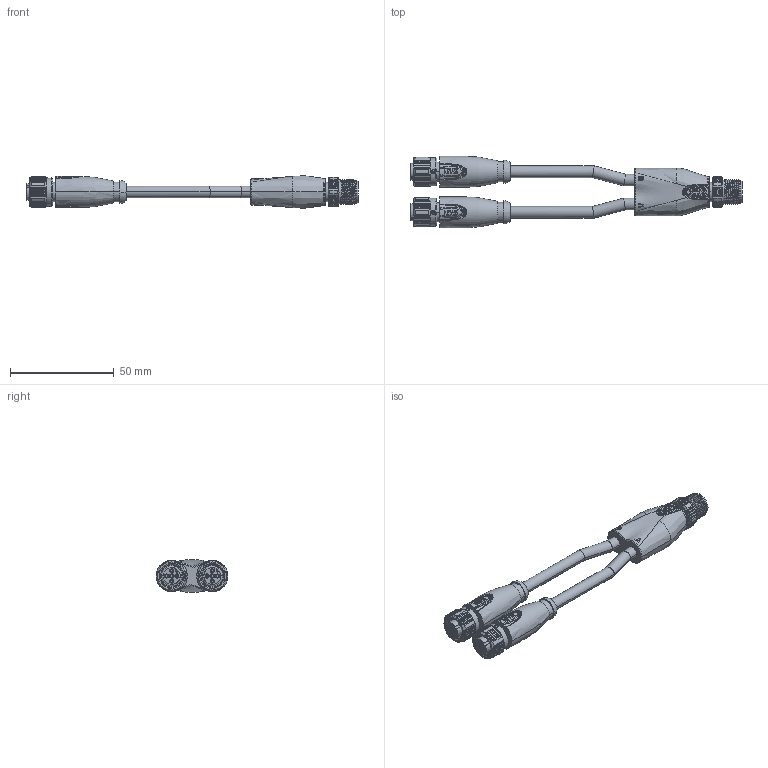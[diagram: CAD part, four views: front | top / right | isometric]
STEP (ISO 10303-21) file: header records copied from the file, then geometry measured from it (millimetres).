
FILE_DESCRIPTION((''),'2;1');
FILE_NAME('3D_1713020030302_M12Y-M04A_2M12','2024-01-24T',('13539'),(''),'PRO/ENGINEER BY PARAMETRIC TECHNOLOGY CORPORATION, 2012480','PRO/ENGINEER BY PARAMETRIC TECHNOLOGY CORPORATION, 2012480','');
FILE_SCHEMA(('CONFIG_CONTROL_DESIGN'));
Products named in the file (1): 3D_1713020030302_M12Y-M04A_2M12
Bounding box: 159.7 x 34.5 x 15.48 mm (x, y, z)
Volume: 25972.6 mm3; surface area: 13863.6 mm2
Topology: 1 solids, 6 shells, 1605 faces, 4554 edges, 3031 vertices
Faces by surface type: plane 774, cylinder 525, bspline 126, cone 82, extrusion 53, revolution 20, sphere 14, torus 11
Entity records: 78854 total; most frequent: CARTESIAN_POINT 39295, ORIENTED_EDGE 9064, DIRECTION 7278, EDGE_CURVE 4532, VERTEX_POINT 3031, AXIS2_PLACEMENT_3D 2875, EDGE_LOOP 1723, B_SPLINE_CURVE_WITH_KNOTS 1681
